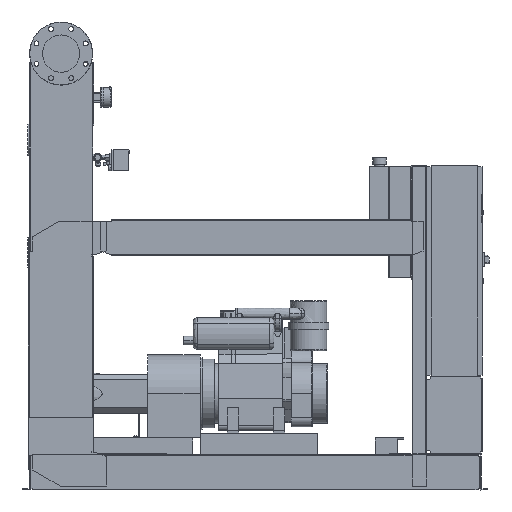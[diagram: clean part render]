
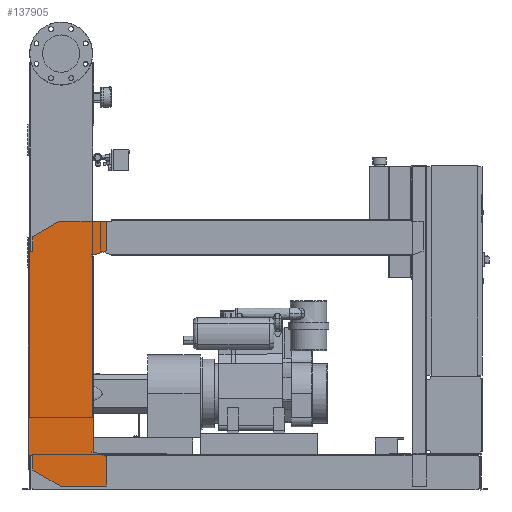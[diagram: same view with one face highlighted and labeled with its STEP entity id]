
A CAD part, front view. The second image highlights one B-rep face of the part: STEP entity #137905.
In plain terms, the highlighted free-form (B-spline) face has degree [1, 1] with [2, 2] control points.
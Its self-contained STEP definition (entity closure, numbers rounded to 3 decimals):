
#137390=CARTESIAN_POINT('',(-129.0,-463.5,1076.0));
#137391=VERTEX_POINT('',#137390);
#137398=CARTESIAN_POINT('',(-129.,-463.5,1142.986));
#137399=VERTEX_POINT('',#137398);
#137400=CARTESIAN_POINT('',(-129.0,-463.5,1076.0));
#137401=DIRECTION('',(0.0,0.0,1.0));
#137402=VECTOR('',#137401,66.986);
#137403=LINE('',#137400,#137402);
#137404=EDGE_CURVE('',#137391,#137399,#137403,.T.);
#137422=CARTESIAN_POINT('',(-6.0,-463.5,1214.0));
#137423=VERTEX_POINT('',#137422);
#137424=CARTESIAN_POINT('',(-129.,-463.5,1142.986));
#137425=DIRECTION('',(0.866,0.0,0.5));
#137426=VECTOR('',#137425,142.028);
#137427=LINE('',#137424,#137426);
#137428=EDGE_CURVE('',#137399,#137423,#137427,.T.);
#137446=CARTESIAN_POINT('',(204.,-463.5,1214.0));
#137447=VERTEX_POINT('',#137446);
#137448=CARTESIAN_POINT('',(-6.0,-463.5,1214.0));
#137449=DIRECTION('',(1.0,0.0,0.0));
#137450=VECTOR('',#137449,210.);
#137451=LINE('',#137448,#137450);
#137452=EDGE_CURVE('',#137423,#137447,#137451,.T.);
#137470=CARTESIAN_POINT('',(204.0,-463.5,1080.379));
#137471=VERTEX_POINT('',#137470);
#137472=CARTESIAN_POINT('',(204.,-463.5,1214.0));
#137473=DIRECTION('',(0.0,0.0,-1.0));
#137474=VECTOR('',#137473,133.621);
#137475=LINE('',#137472,#137474);
#137476=EDGE_CURVE('',#137447,#137471,#137475,.T.);
#137494=CARTESIAN_POINT('',(159.0,-463.5,1064.0));
#137495=VERTEX_POINT('',#137494);
#137496=CARTESIAN_POINT('',(204.0,-463.5,1080.379));
#137497=DIRECTION('',(-0.94,0.0,-0.342));
#137498=VECTOR('',#137497,47.888);
#137499=LINE('',#137496,#137498);
#137500=EDGE_CURVE('',#137471,#137495,#137499,.T.);
#137518=CARTESIAN_POINT('',(139.0,-463.5,1064.0));
#137519=VERTEX_POINT('',#137518);
#137520=CARTESIAN_POINT('',(159.0,-463.5,1064.0));
#137521=DIRECTION('',(-1.0,0.0,0.0));
#137522=VECTOR('',#137521,20.0);
#137523=LINE('',#137520,#137522);
#137524=EDGE_CURVE('',#137495,#137519,#137523,.T.);
#137542=CARTESIAN_POINT('',(139.0,-463.5,1056.0));
#137543=VERTEX_POINT('',#137542);
#137544=CARTESIAN_POINT('',(139.0,-463.5,1064.0));
#137545=DIRECTION('',(0.0,0.0,-1.0));
#137546=VECTOR('',#137545,8.0);
#137547=LINE('',#137544,#137546);
#137548=EDGE_CURVE('',#137519,#137543,#137547,.T.);
#137566=CARTESIAN_POINT('',(147.,-463.5,1056.0));
#137567=VERTEX_POINT('',#137566);
#137568=CARTESIAN_POINT('',(139.0,-463.5,1056.0));
#137569=DIRECTION('',(1.0,0.0,0.0));
#137570=VECTOR('',#137569,8.);
#137571=LINE('',#137568,#137570);
#137572=EDGE_CURVE('',#137543,#137567,#137571,.T.);
#137590=CARTESIAN_POINT('',(147.,-463.5,176.));
#137591=VERTEX_POINT('',#137590);
#137602=CARTESIAN_POINT('',(147.,-463.5,1056.0));
#137603=DIRECTION('',(0.0,0.0,-1.0));
#137604=VECTOR('',#137603,880.);
#137605=LINE('',#137602,#137604);
#137606=EDGE_CURVE('',#137567,#137591,#137605,.T.);
#137620=CARTESIAN_POINT('',(139.,-463.5,176.));
#137621=VERTEX_POINT('',#137620);
#137622=CARTESIAN_POINT('',(147.,-463.5,176.));
#137623=DIRECTION('',(-1.0,0.0,0.0));
#137624=VECTOR('',#137623,8.0);
#137625=LINE('',#137622,#137624);
#137626=EDGE_CURVE('',#137591,#137621,#137625,.T.);
#137644=CARTESIAN_POINT('',(139.,-463.5,168.));
#137645=VERTEX_POINT('',#137644);
#137646=CARTESIAN_POINT('',(139.,-463.5,176.));
#137647=DIRECTION('',(0.0,0.0,-1.0));
#137648=VECTOR('',#137647,8.0);
#137649=LINE('',#137646,#137648);
#137650=EDGE_CURVE('',#137621,#137645,#137649,.T.);
#137668=CARTESIAN_POINT('',(159.,-463.5,168.));
#137669=VERTEX_POINT('',#137668);
#137670=CARTESIAN_POINT('',(139.,-463.5,168.));
#137671=DIRECTION('',(1.0,0.0,0.0));
#137672=VECTOR('',#137671,20.0);
#137673=LINE('',#137670,#137672);
#137674=EDGE_CURVE('',#137645,#137669,#137673,.T.);
#137692=CARTESIAN_POINT('',(204.,-463.5,151.621));
#137693=VERTEX_POINT('',#137692);
#137694=CARTESIAN_POINT('',(159.,-463.5,168.));
#137695=DIRECTION('',(0.94,0.0,-0.342));
#137696=VECTOR('',#137695,47.888);
#137697=LINE('',#137694,#137696);
#137698=EDGE_CURVE('',#137669,#137693,#137697,.T.);
#137716=CARTESIAN_POINT('',(204.,-463.5,18.0));
#137717=VERTEX_POINT('',#137716);
#137718=CARTESIAN_POINT('',(204.,-463.5,151.621));
#137719=DIRECTION('',(0.0,0.0,-1.0));
#137720=VECTOR('',#137719,133.621);
#137721=LINE('',#137718,#137720);
#137722=EDGE_CURVE('',#137693,#137717,#137721,.T.);
#137740=CARTESIAN_POINT('',(-4.,-463.5,18.0));
#137741=VERTEX_POINT('',#137740);
#137742=CARTESIAN_POINT('',(204.,-463.5,18.0));
#137743=DIRECTION('',(-1.0,0.0,0.0));
#137744=VECTOR('',#137743,208.);
#137745=LINE('',#137742,#137744);
#137746=EDGE_CURVE('',#137717,#137741,#137745,.T.);
#137764=CARTESIAN_POINT('',(-129.,-463.5,90.169));
#137765=VERTEX_POINT('',#137764);
#137766=CARTESIAN_POINT('',(-4.,-463.5,18.0));
#137767=DIRECTION('',(-0.866,0.,0.5));
#137768=VECTOR('',#137767,144.338);
#137769=LINE('',#137766,#137768);
#137770=EDGE_CURVE('',#137741,#137765,#137769,.T.);
#137788=CARTESIAN_POINT('',(-129.,-463.5,156.0));
#137789=VERTEX_POINT('',#137788);
#137790=CARTESIAN_POINT('',(-129.,-463.5,90.169));
#137791=DIRECTION('',(0.0,0.0,1.0));
#137792=VECTOR('',#137791,65.831);
#137793=LINE('',#137790,#137792);
#137794=EDGE_CURVE('',#137765,#137789,#137793,.T.);
#137812=CARTESIAN_POINT('',(-149.,-463.5,156.0));
#137813=VERTEX_POINT('',#137812);
#137814=CARTESIAN_POINT('',(-129.,-463.5,156.0));
#137815=DIRECTION('',(-1.0,0.0,0.0));
#137816=VECTOR('',#137815,20.0);
#137817=LINE('',#137814,#137816);
#137818=EDGE_CURVE('',#137789,#137813,#137817,.T.);
#137836=CARTESIAN_POINT('',(-149.0,-463.5,1076.0));
#137837=VERTEX_POINT('',#137836);
#137850=CARTESIAN_POINT('',(-149.,-463.5,156.0));
#137851=DIRECTION('',(0.0,0.0,1.0));
#137852=VECTOR('',#137851,920.0);
#137853=LINE('',#137850,#137852);
#137854=EDGE_CURVE('',#137813,#137837,#137853,.T.);
#137868=CARTESIAN_POINT('',(-149.0,-463.5,1076.0));
#137869=DIRECTION('',(1.0,0.0,0.0));
#137870=VECTOR('',#137869,20.0);
#137871=LINE('',#137868,#137870);
#137872=EDGE_CURVE('',#137837,#137391,#137871,.T.);
#137878=CARTESIAN_POINT('',(-149.,-463.5,18.0));
#137879=CARTESIAN_POINT('',(204.,-463.5,18.0));
#137880=CARTESIAN_POINT('',(-149.,-463.5,1214.0));
#137881=CARTESIAN_POINT('',(204.,-463.5,1214.0));
#137882=B_SPLINE_SURFACE_WITH_KNOTS('',1,1,((#137878,#137880),(#137879,#137881)),.UNSPECIFIED.,.F.,.F.,.U.,(2,2),(2,2),(0.0,353.),(0.0,1196.0),.UNSPECIFIED.);
#137883=ORIENTED_EDGE('',*,*,#137872,.F.);
#137884=ORIENTED_EDGE('',*,*,#137854,.F.);
#137885=ORIENTED_EDGE('',*,*,#137818,.F.);
#137886=ORIENTED_EDGE('',*,*,#137794,.F.);
#137887=ORIENTED_EDGE('',*,*,#137770,.F.);
#137888=ORIENTED_EDGE('',*,*,#137746,.F.);
#137889=ORIENTED_EDGE('',*,*,#137722,.F.);
#137890=ORIENTED_EDGE('',*,*,#137698,.F.);
#137891=ORIENTED_EDGE('',*,*,#137674,.F.);
#137892=ORIENTED_EDGE('',*,*,#137650,.F.);
#137893=ORIENTED_EDGE('',*,*,#137626,.F.);
#137894=ORIENTED_EDGE('',*,*,#137606,.F.);
#137895=ORIENTED_EDGE('',*,*,#137572,.F.);
#137896=ORIENTED_EDGE('',*,*,#137548,.F.);
#137897=ORIENTED_EDGE('',*,*,#137524,.F.);
#137898=ORIENTED_EDGE('',*,*,#137500,.F.);
#137899=ORIENTED_EDGE('',*,*,#137476,.F.);
#137900=ORIENTED_EDGE('',*,*,#137452,.F.);
#137901=ORIENTED_EDGE('',*,*,#137428,.F.);
#137902=ORIENTED_EDGE('',*,*,#137404,.F.);
#137903=EDGE_LOOP('',(#137883,#137884,#137885,#137886,#137887,#137888,#137889,#137890,#137891,#137892,#137893,#137894,#137895,#137896,#137897,#137898,#137899,#137900,#137901,#137902));
#137904=FACE_OUTER_BOUND('',#137903,.T.);
#137905=ADVANCED_FACE('',(#137904),#137882,.T.);
